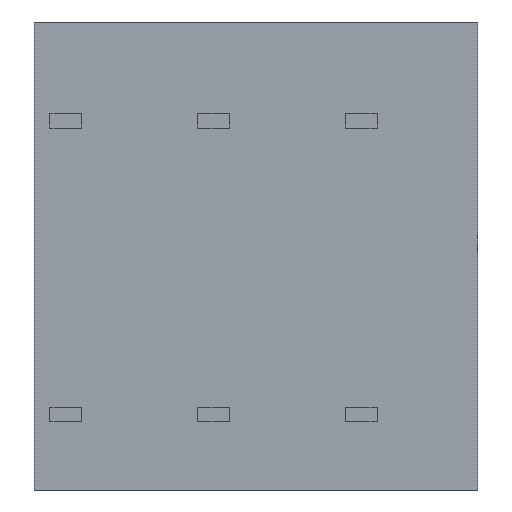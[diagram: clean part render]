
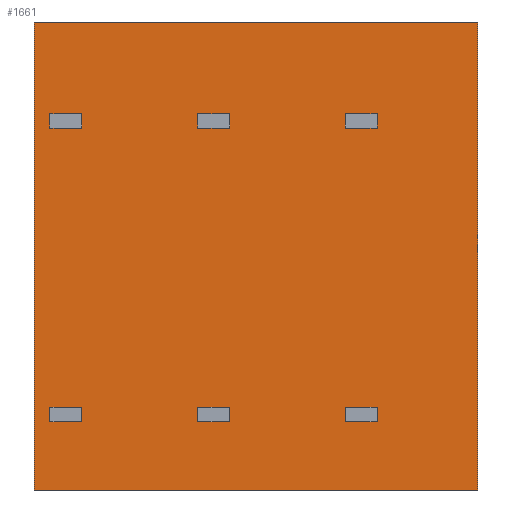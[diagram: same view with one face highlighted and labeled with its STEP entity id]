
A CAD part, front view. The second image highlights one B-rep face of the part: STEP entity #1661.
In plain terms, the highlighted planar face has unit normal (0, -1, 0).
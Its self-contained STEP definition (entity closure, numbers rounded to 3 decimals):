
#134=DIRECTION('',(0.,0.,-1.));
#135=VECTOR('',#134,16.1);
#136=CARTESIAN_POINT('',(-7.62,-7.372,0.));
#137=LINE('',#136,#135);
#175=DIRECTION('',(1.,0.,0.));
#176=VECTOR('',#175,15.24);
#177=CARTESIAN_POINT('',(-7.62,-7.372,0.));
#178=LINE('',#177,#176);
#179=DIRECTION('',(0.,0.,-1.));
#180=VECTOR('',#179,0.5);
#181=CARTESIAN_POINT('',(3.07,-7.372,-3.15));
#182=LINE('',#181,#180);
#183=DIRECTION('',(1.,0.,0.));
#184=VECTOR('',#183,1.1);
#185=CARTESIAN_POINT('',(3.07,-7.372,-3.65));
#186=LINE('',#185,#184);
#187=DIRECTION('',(0.,0.,1.));
#188=VECTOR('',#187,0.5);
#189=CARTESIAN_POINT('',(4.17,-7.372,-3.65));
#190=LINE('',#189,#188);
#191=DIRECTION('',(-1.,0.,0.));
#192=VECTOR('',#191,1.1);
#193=CARTESIAN_POINT('',(4.17,-7.372,-3.15));
#194=LINE('',#193,#192);
#195=DIRECTION('',(0.,0.,-1.));
#196=VECTOR('',#195,0.5);
#197=CARTESIAN_POINT('',(3.07,-7.372,-13.25));
#198=LINE('',#197,#196);
#199=DIRECTION('',(1.,0.,0.));
#200=VECTOR('',#199,1.1);
#201=CARTESIAN_POINT('',(3.07,-7.372,-13.75));
#202=LINE('',#201,#200);
#203=DIRECTION('',(0.,0.,1.));
#204=VECTOR('',#203,0.5);
#205=CARTESIAN_POINT('',(4.17,-7.372,-13.75));
#206=LINE('',#205,#204);
#207=DIRECTION('',(-1.,0.,0.));
#208=VECTOR('',#207,1.1);
#209=CARTESIAN_POINT('',(4.17,-7.372,-13.25));
#210=LINE('',#209,#208);
#211=DIRECTION('',(0.,0.,-1.));
#212=VECTOR('',#211,0.5);
#213=CARTESIAN_POINT('',(-2.01,-7.372,-3.15));
#214=LINE('',#213,#212);
#215=DIRECTION('',(1.,0.,0.));
#216=VECTOR('',#215,1.1);
#217=CARTESIAN_POINT('',(-2.01,-7.372,-3.65));
#218=LINE('',#217,#216);
#219=DIRECTION('',(0.,0.,1.));
#220=VECTOR('',#219,0.5);
#221=CARTESIAN_POINT('',(-0.91,-7.372,-3.65));
#222=LINE('',#221,#220);
#223=DIRECTION('',(-1.,0.,0.));
#224=VECTOR('',#223,1.1);
#225=CARTESIAN_POINT('',(-0.91,-7.372,-3.15));
#226=LINE('',#225,#224);
#227=DIRECTION('',(0.,0.,-1.));
#228=VECTOR('',#227,0.5);
#229=CARTESIAN_POINT('',(-2.01,-7.372,-13.25));
#230=LINE('',#229,#228);
#231=DIRECTION('',(1.,0.,0.));
#232=VECTOR('',#231,1.1);
#233=CARTESIAN_POINT('',(-2.01,-7.372,-13.75));
#234=LINE('',#233,#232);
#235=DIRECTION('',(0.,0.,1.));
#236=VECTOR('',#235,0.5);
#237=CARTESIAN_POINT('',(-0.91,-7.372,-13.75));
#238=LINE('',#237,#236);
#239=DIRECTION('',(-1.,0.,0.));
#240=VECTOR('',#239,1.1);
#241=CARTESIAN_POINT('',(-0.91,-7.372,-13.25));
#242=LINE('',#241,#240);
#243=DIRECTION('',(0.,0.,-1.));
#244=VECTOR('',#243,0.5);
#245=CARTESIAN_POINT('',(-7.09,-7.372,-3.15));
#246=LINE('',#245,#244);
#247=DIRECTION('',(1.,0.,0.));
#248=VECTOR('',#247,1.1);
#249=CARTESIAN_POINT('',(-7.09,-7.372,-3.65));
#250=LINE('',#249,#248);
#251=DIRECTION('',(0.,0.,1.));
#252=VECTOR('',#251,0.5);
#253=CARTESIAN_POINT('',(-5.99,-7.372,-3.65));
#254=LINE('',#253,#252);
#255=DIRECTION('',(-1.,0.,0.));
#256=VECTOR('',#255,1.1);
#257=CARTESIAN_POINT('',(-5.99,-7.372,-3.15));
#258=LINE('',#257,#256);
#259=DIRECTION('',(0.,0.,-1.));
#260=VECTOR('',#259,0.5);
#261=CARTESIAN_POINT('',(-7.09,-7.372,-13.25));
#262=LINE('',#261,#260);
#263=DIRECTION('',(1.,0.,0.));
#264=VECTOR('',#263,1.1);
#265=CARTESIAN_POINT('',(-7.09,-7.372,-13.75));
#266=LINE('',#265,#264);
#267=DIRECTION('',(0.,0.,1.));
#268=VECTOR('',#267,0.5);
#269=CARTESIAN_POINT('',(-5.99,-7.372,-13.75));
#270=LINE('',#269,#268);
#271=DIRECTION('',(-1.,0.,0.));
#272=VECTOR('',#271,1.1);
#273=CARTESIAN_POINT('',(-5.99,-7.372,-13.25));
#274=LINE('',#273,#272);
#484=DIRECTION('',(1.,0.,0.));
#485=VECTOR('',#484,15.24);
#486=CARTESIAN_POINT('',(-7.62,-7.372,-16.1));
#487=LINE('',#486,#485);
#488=DIRECTION('',(0.,0.,-1.));
#489=VECTOR('',#488,16.1);
#490=CARTESIAN_POINT('',(7.62,-7.372,0.));
#491=LINE('',#490,#489);
#1213=CARTESIAN_POINT('',(-7.62,-7.372,0.));
#1214=CARTESIAN_POINT('',(-7.62,-7.372,-16.1));
#1215=VERTEX_POINT('',#1213);
#1216=VERTEX_POINT('',#1214);
#1219=CARTESIAN_POINT('',(7.62,-7.372,0.));
#1220=CARTESIAN_POINT('',(7.62,-7.372,-16.1));
#1221=VERTEX_POINT('',#1219);
#1222=VERTEX_POINT('',#1220);
#1257=CARTESIAN_POINT('',(3.07,-7.372,-3.15));
#1258=CARTESIAN_POINT('',(3.07,-7.372,-3.65));
#1259=VERTEX_POINT('',#1257);
#1260=VERTEX_POINT('',#1258);
#1261=CARTESIAN_POINT('',(4.17,-7.372,-3.65));
#1262=VERTEX_POINT('',#1261);
#1263=CARTESIAN_POINT('',(4.17,-7.372,-3.15));
#1264=VERTEX_POINT('',#1263);
#1265=CARTESIAN_POINT('',(3.07,-7.372,-13.25));
#1266=CARTESIAN_POINT('',(3.07,-7.372,-13.75));
#1267=VERTEX_POINT('',#1265);
#1268=VERTEX_POINT('',#1266);
#1269=CARTESIAN_POINT('',(4.17,-7.372,-13.75));
#1270=VERTEX_POINT('',#1269);
#1271=CARTESIAN_POINT('',(4.17,-7.372,-13.25));
#1272=VERTEX_POINT('',#1271);
#1413=CARTESIAN_POINT('',(-2.01,-7.372,-3.15));
#1414=VERTEX_POINT('',#1413);
#1415=CARTESIAN_POINT('',(-2.01,-7.372,-3.65));
#1416=VERTEX_POINT('',#1415);
#1417=CARTESIAN_POINT('',(-0.91,-7.372,-3.65));
#1418=VERTEX_POINT('',#1417);
#1419=CARTESIAN_POINT('',(-0.91,-7.372,-3.15));
#1420=VERTEX_POINT('',#1419);
#1421=CARTESIAN_POINT('',(-2.01,-7.372,-13.25));
#1422=VERTEX_POINT('',#1421);
#1423=CARTESIAN_POINT('',(-2.01,-7.372,-13.75));
#1424=VERTEX_POINT('',#1423);
#1425=CARTESIAN_POINT('',(-0.91,-7.372,-13.75));
#1426=VERTEX_POINT('',#1425);
#1427=CARTESIAN_POINT('',(-0.91,-7.372,-13.25));
#1428=VERTEX_POINT('',#1427);
#1487=CARTESIAN_POINT('',(-7.09,-7.372,-3.15));
#1488=VERTEX_POINT('',#1487);
#1489=CARTESIAN_POINT('',(-7.09,-7.372,-3.65));
#1490=VERTEX_POINT('',#1489);
#1491=CARTESIAN_POINT('',(-5.99,-7.372,-3.65));
#1492=VERTEX_POINT('',#1491);
#1493=CARTESIAN_POINT('',(-5.99,-7.372,-3.15));
#1494=VERTEX_POINT('',#1493);
#1495=CARTESIAN_POINT('',(-7.09,-7.372,-13.25));
#1496=VERTEX_POINT('',#1495);
#1497=CARTESIAN_POINT('',(-7.09,-7.372,-13.75));
#1498=VERTEX_POINT('',#1497);
#1499=CARTESIAN_POINT('',(-5.99,-7.372,-13.75));
#1500=VERTEX_POINT('',#1499);
#1501=CARTESIAN_POINT('',(-5.99,-7.372,-13.25));
#1502=VERTEX_POINT('',#1501);
#1587=CARTESIAN_POINT('',(-7.62,-7.372,0.));
#1588=DIRECTION('',(0.,-1.,0.));
#1589=DIRECTION('',(0.,0.,-1.));
#1590=AXIS2_PLACEMENT_3D('',#1587,#1588,#1589);
#1591=PLANE('',#1590);
#1592=ORIENTED_EDGE('',*,*,#1564,.F.);
#1594=ORIENTED_EDGE('',*,*,#1593,.T.);
#1596=ORIENTED_EDGE('',*,*,#1595,.T.);
#1598=ORIENTED_EDGE('',*,*,#1597,.F.);
#1599=EDGE_LOOP('',(#1592,#1594,#1596,#1598));
#1600=FACE_OUTER_BOUND('',#1599,.F.);
#1602=ORIENTED_EDGE('',*,*,#1601,.T.);
#1604=ORIENTED_EDGE('',*,*,#1603,.T.);
#1606=ORIENTED_EDGE('',*,*,#1605,.T.);
#1608=ORIENTED_EDGE('',*,*,#1607,.T.);
#1609=EDGE_LOOP('',(#1602,#1604,#1606,#1608));
#1610=FACE_BOUND('',#1609,.F.);
#1612=ORIENTED_EDGE('',*,*,#1611,.T.);
#1614=ORIENTED_EDGE('',*,*,#1613,.T.);
#1616=ORIENTED_EDGE('',*,*,#1615,.T.);
#1618=ORIENTED_EDGE('',*,*,#1617,.T.);
#1619=EDGE_LOOP('',(#1612,#1614,#1616,#1618));
#1620=FACE_BOUND('',#1619,.F.);
#1622=ORIENTED_EDGE('',*,*,#1621,.T.);
#1624=ORIENTED_EDGE('',*,*,#1623,.T.);
#1626=ORIENTED_EDGE('',*,*,#1625,.T.);
#1628=ORIENTED_EDGE('',*,*,#1627,.T.);
#1629=EDGE_LOOP('',(#1622,#1624,#1626,#1628));
#1630=FACE_BOUND('',#1629,.F.);
#1632=ORIENTED_EDGE('',*,*,#1631,.T.);
#1634=ORIENTED_EDGE('',*,*,#1633,.T.);
#1636=ORIENTED_EDGE('',*,*,#1635,.T.);
#1638=ORIENTED_EDGE('',*,*,#1637,.T.);
#1639=EDGE_LOOP('',(#1632,#1634,#1636,#1638));
#1640=FACE_BOUND('',#1639,.F.);
#1642=ORIENTED_EDGE('',*,*,#1641,.T.);
#1644=ORIENTED_EDGE('',*,*,#1643,.T.);
#1646=ORIENTED_EDGE('',*,*,#1645,.T.);
#1648=ORIENTED_EDGE('',*,*,#1647,.T.);
#1649=EDGE_LOOP('',(#1642,#1644,#1646,#1648));
#1650=FACE_BOUND('',#1649,.F.);
#1652=ORIENTED_EDGE('',*,*,#1651,.T.);
#1654=ORIENTED_EDGE('',*,*,#1653,.T.);
#1656=ORIENTED_EDGE('',*,*,#1655,.T.);
#1658=ORIENTED_EDGE('',*,*,#1657,.T.);
#1659=EDGE_LOOP('',(#1652,#1654,#1656,#1658));
#1660=FACE_BOUND('',#1659,.F.);
#1564=EDGE_CURVE('',#1215,#1216,#137,.T.);
#1593=EDGE_CURVE('',#1215,#1221,#178,.T.);
#1595=EDGE_CURVE('',#1221,#1222,#491,.T.);
#1597=EDGE_CURVE('',#1216,#1222,#487,.T.);
#1601=EDGE_CURVE('',#1259,#1260,#182,.T.);
#1603=EDGE_CURVE('',#1260,#1262,#186,.T.);
#1605=EDGE_CURVE('',#1262,#1264,#190,.T.);
#1607=EDGE_CURVE('',#1264,#1259,#194,.T.);
#1611=EDGE_CURVE('',#1267,#1268,#198,.T.);
#1613=EDGE_CURVE('',#1268,#1270,#202,.T.);
#1615=EDGE_CURVE('',#1270,#1272,#206,.T.);
#1617=EDGE_CURVE('',#1272,#1267,#210,.T.);
#1621=EDGE_CURVE('',#1414,#1416,#214,.T.);
#1623=EDGE_CURVE('',#1416,#1418,#218,.T.);
#1625=EDGE_CURVE('',#1418,#1420,#222,.T.);
#1627=EDGE_CURVE('',#1420,#1414,#226,.T.);
#1631=EDGE_CURVE('',#1422,#1424,#230,.T.);
#1633=EDGE_CURVE('',#1424,#1426,#234,.T.);
#1635=EDGE_CURVE('',#1426,#1428,#238,.T.);
#1637=EDGE_CURVE('',#1428,#1422,#242,.T.);
#1641=EDGE_CURVE('',#1488,#1490,#246,.T.);
#1643=EDGE_CURVE('',#1490,#1492,#250,.T.);
#1645=EDGE_CURVE('',#1492,#1494,#254,.T.);
#1647=EDGE_CURVE('',#1494,#1488,#258,.T.);
#1651=EDGE_CURVE('',#1496,#1498,#262,.T.);
#1653=EDGE_CURVE('',#1498,#1500,#266,.T.);
#1655=EDGE_CURVE('',#1500,#1502,#270,.T.);
#1657=EDGE_CURVE('',#1502,#1496,#274,.T.);
#1661=ADVANCED_FACE('',(#1600,#1610,#1620,#1630,#1640,#1650,#1660),#1591,.T.);
